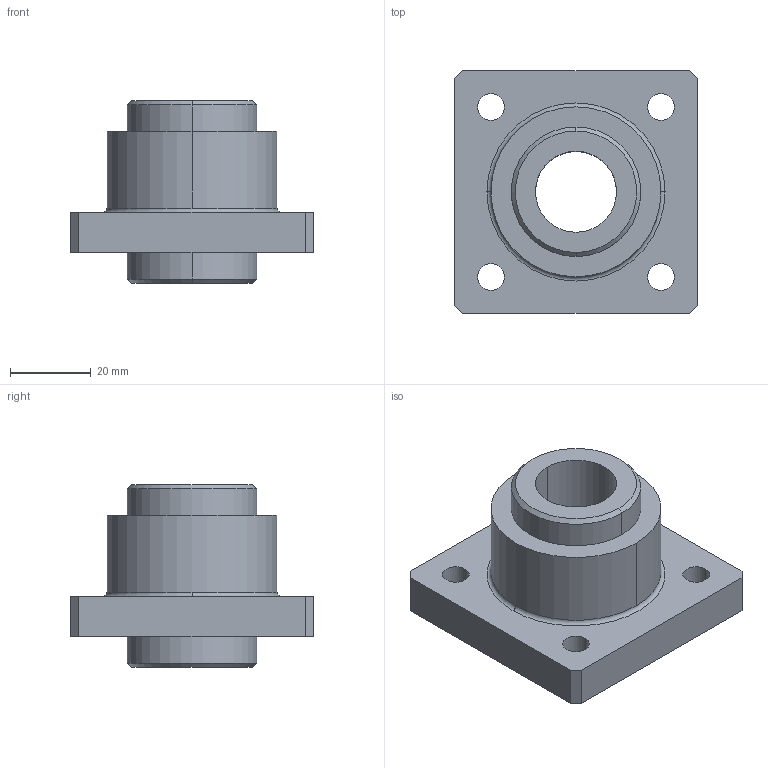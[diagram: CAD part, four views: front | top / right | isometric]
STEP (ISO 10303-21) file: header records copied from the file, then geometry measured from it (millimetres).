
FILE_DESCRIPTION( ( '' ), '1' );
FILE_NAME( 'fgg_20_2_03.stp', '2008-04-10T05:57:07', ( '' ), ( '' ), ' ', ' ', ' ' );
FILE_SCHEMA( ( 'CONFIG_CONTROL_DESIGN' ) );
Length unit declared in the file: millimetre
Products named in the file (1): 1
Bounding box: 60 x 60 x 45 mm (x, y, z)
Volume: 60117.1 mm3; surface area: 16262.3 mm2
Topology: 1 solids, 1 shells, 35 faces, 87 edges, 57 vertices
Faces by surface type: cylinder 16, plane 13, cone 4, torus 2
Entity records: 1124 total; most frequent: DIRECTION 202, CARTESIAN_POINT 180, ORIENTED_EDGE 174, EDGE_CURVE 87, AXIS2_PLACEMENT_3D 79, VERTEX_POINT 57, EDGE_LOOP 48, LINE 44
